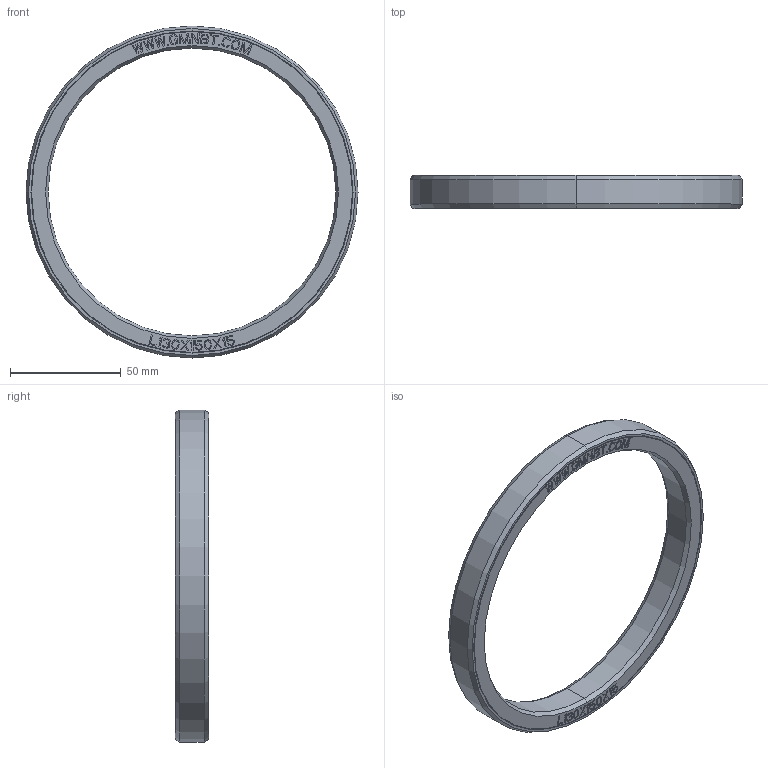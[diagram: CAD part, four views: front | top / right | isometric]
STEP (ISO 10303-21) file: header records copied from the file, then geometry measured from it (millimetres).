
FILE_DESCRIPTION((''),'2;1');
FILE_NAME('L130X150X15_PRT','2014-11-17T',('sales 4'),(''),'PRO/ENGINEER BY PARAMETRIC TECHNOLOGY CORPORATION, 2013150','PRO/ENGINEER BY PARAMETRIC TECHNOLOGY CORPORATION, 2013150','');
FILE_SCHEMA(('AUTOMOTIVE_DESIGN { 1 0 10303 214 1 1 1 1 }'));
Length unit declared in the file: millimetre
Products named in the file (1): L130X150X15_PRT
Bounding box: 150 x 15.07 x 150 mm (x, y, z)
Volume: 61973.3 mm3; surface area: 36296.7 mm2
Topology: 2 solids, 2 shells, 623 faces, 1722 edges, 1132 vertices
Faces by surface type: plane 567, cone 24, torus 20, cylinder 12
Entity records: 25821 total; most frequent: CARTESIAN_POINT 3479, ORIENTED_EDGE 3444, DIRECTION 3052, PRESENTATION_STYLE_ASSIGNMENT 1857, STYLED_ITEM 1792, CURVE_STYLE 1722, EDGE_CURVE 1722, VECTOR 1638
